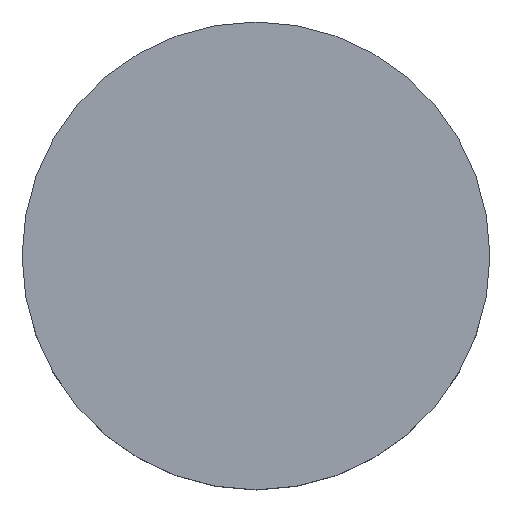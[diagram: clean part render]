
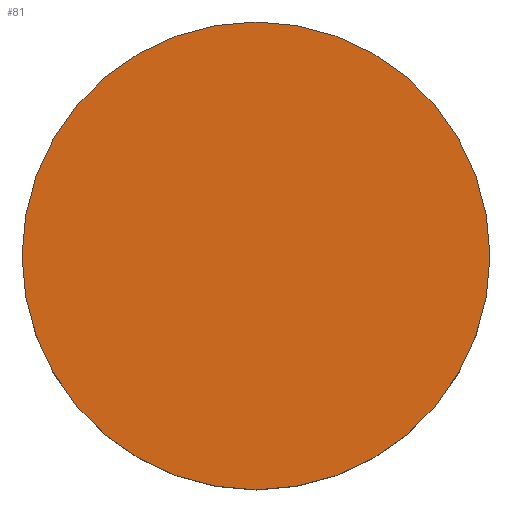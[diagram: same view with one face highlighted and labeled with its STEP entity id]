
A CAD part, top view. The second image highlights one B-rep face of the part: STEP entity #81.
In plain terms, the highlighted planar face has unit normal (0, 0, 1).
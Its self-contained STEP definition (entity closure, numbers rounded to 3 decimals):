
#16 = FACE_OUTER_BOUND ( 'NONE', #130, .T. ) ;
#17 = DIRECTION ( 'NONE',  ( 0., 0., -1. ) ) ;
#31 = AXIS2_PLACEMENT_3D ( 'NONE', #193, #147, #46 ) ;
#35 = DIRECTION ( 'NONE',  ( 0., -1., 0. ) ) ;
#46 = DIRECTION ( 'NONE',  ( 1., 0., 0. ) ) ;
#52 = CIRCLE ( 'NONE', #69, 6.35 ) ;
#54 = VERTEX_POINT ( 'NONE', #209 ) ;
#63 = CARTESIAN_POINT ( 'NONE',  ( 0., 0., 3. ) ) ;
#69 = AXIS2_PLACEMENT_3D ( 'NONE', #168, #127, #35 ) ;
#75 = PLANE ( 'NONE',  #31 ) ;
#81 = ADVANCED_FACE ( 'NONE', ( #16 ), #75, .T. ) ;
#89 = EDGE_CURVE ( 'NONE', #138, #54, #52, .T. ) ;
#100 = AXIS2_PLACEMENT_3D ( 'NONE', #63, #17, #171 ) ;
#114 = CARTESIAN_POINT ( 'NONE',  ( 0., -6.35, 3. ) ) ;
#127 = DIRECTION ( 'NONE',  ( 0., 0., -1. ) ) ;
#130 = EDGE_LOOP ( 'NONE', ( #212, #134 ) ) ;
#134 = ORIENTED_EDGE ( 'NONE', *, *, #137, .F. ) ;
#137 = EDGE_CURVE ( 'NONE', #54, #138, #176, .T. ) ;
#138 = VERTEX_POINT ( 'NONE', #114 ) ;
#147 = DIRECTION ( 'NONE',  ( 0., 0., 1. ) ) ;
#168 = CARTESIAN_POINT ( 'NONE',  ( 0., 0., 3. ) ) ;
#171 = DIRECTION ( 'NONE',  ( 0., -1., 0. ) ) ;
#176 = CIRCLE ( 'NONE', #100, 6.35 ) ;
#193 = CARTESIAN_POINT ( 'NONE',  ( 0., 13.158, 3. ) ) ;
#209 = CARTESIAN_POINT ( 'NONE',  ( 0., 6.35, 3. ) ) ;
#212 = ORIENTED_EDGE ( 'NONE', *, *, #89, .F. ) ;
